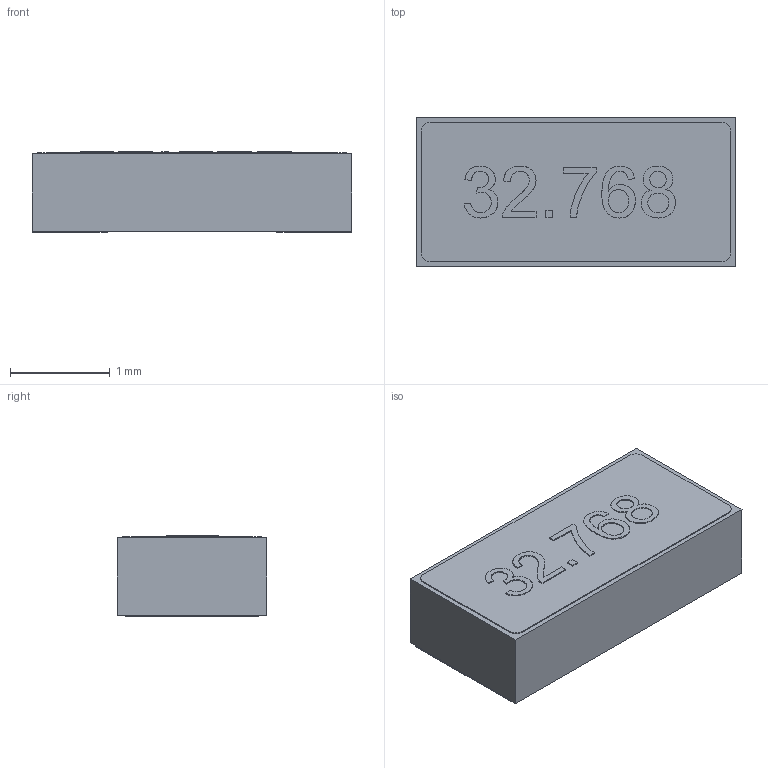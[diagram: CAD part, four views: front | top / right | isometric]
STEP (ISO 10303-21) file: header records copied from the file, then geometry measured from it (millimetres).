
FILE_DESCRIPTION (( 'STEP AP214' ), '1' );
FILE_NAME ('XTAL-3215.STEP', '2018-02-01T03:19:47', ( 'Microsoft' ), ( 'Microsoft' ), 'SwSTEP 2.0', 'SolidWorks 2016', '' );
FILE_SCHEMA (( 'AUTOMOTIVE_DESIGN' ));
Length unit declared in the file: millimetre
Products named in the file (2): 807887936; XTAL-3215
Assembly tree (1 placements, depth 2):
  XTAL-3215
    807887936
Bounding box: 3.2 x 1.5 x 0.81 mm (x, y, z)
Volume: 3.8 mm3; surface area: 30.6 mm2
Topology: 10 solids, 10 shells, 118 faces, 294 edges, 196 vertices
Faces by surface type: bspline 59, plane 55, cylinder 4
Entity records: 7995 total; most frequent: CARTESIAN_POINT 4117, ORIENTED_EDGE 588, DIRECTION 310, EDGE_CURVE 294, VERTEX_POINT 196, VECTOR 168, LINE 168, UNCERTAINTY_MEASURE_WITH_UNIT 131
